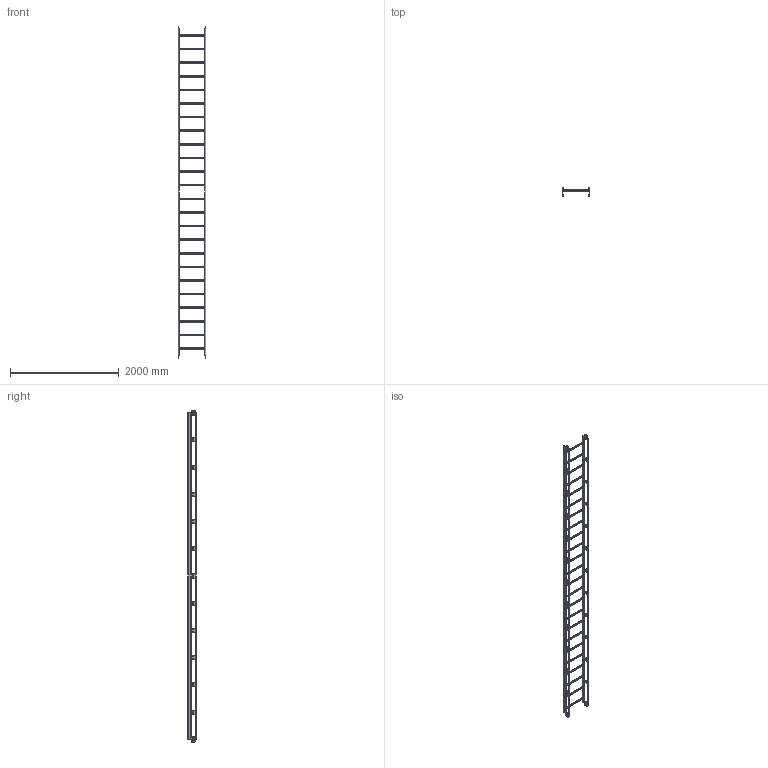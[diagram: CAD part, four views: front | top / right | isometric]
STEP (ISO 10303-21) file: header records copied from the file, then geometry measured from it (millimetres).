
FILE_DESCRIPTION (( 'STEP AP203' ), '1' );
FILE_NAME ('10-02-1570.STEP', '2013-05-02T09:30:32', ( 'asennus' ), ( '' ), 'SwSTEP 2.0', 'SolidWorks 2013', '' );
FILE_SCHEMA (( 'CONFIG_CONTROL_DESIGN' ));
Products named in the file (1): 10-02-1570
Bounding box: 504 x 152.93 x 6100 mm (x, y, z)
Volume: 3405183.1 mm3; surface area: 6307348.2 mm2
Topology: 54 solids, 54 shells, 3620 faces, 9256 edges, 5744 vertices
Faces by surface type: plane 2212, cylinder 1408
Entity records: 110199 total; most frequent: DIRECTION 19314, CARTESIAN_POINT 18621, ORIENTED_EDGE 18512, EDGE_CURVE 9256, LINE 6440, VECTOR 6440, AXIS2_PLACEMENT_3D 6437, VERTEX_POINT 5744
